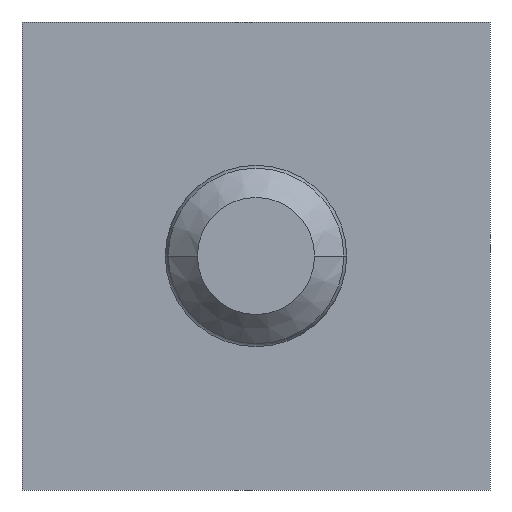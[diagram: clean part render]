
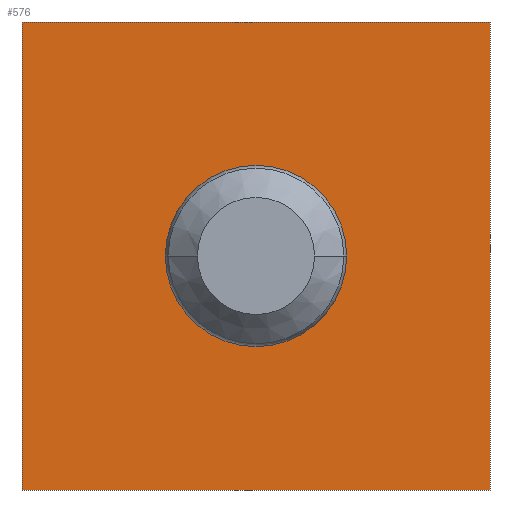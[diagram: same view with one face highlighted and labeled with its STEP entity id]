
A CAD part, front view. The second image highlights one B-rep face of the part: STEP entity #576.
In plain terms, the highlighted planar face has unit normal (0, -1, 0).
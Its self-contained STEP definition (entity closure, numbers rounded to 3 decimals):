
#131=DIRECTION('',(-1.,0.,0.));
#132=VECTOR('',#131,8.);
#133=CARTESIAN_POINT('',(4.,15.6,4.));
#134=LINE('',#133,#132);
#135=DIRECTION('',(0.,0.,1.));
#136=VECTOR('',#135,8.);
#137=CARTESIAN_POINT('',(4.,15.6,-4.));
#138=LINE('',#137,#136);
#139=DIRECTION('',(1.,0.,0.));
#140=VECTOR('',#139,8.);
#141=CARTESIAN_POINT('',(-4.,15.6,-4.));
#142=LINE('',#141,#140);
#143=DIRECTION('',(0.,0.,-1.));
#144=VECTOR('',#143,8.);
#145=CARTESIAN_POINT('',(-4.,15.6,4.));
#146=LINE('',#145,#144);
#147=CARTESIAN_POINT('',(0.,15.6,0.));
#148=DIRECTION('',(0.,-1.,0.));
#149=DIRECTION('',(1.,0.,0.));
#150=AXIS2_PLACEMENT_3D('',#147,#148,#149);
#152=CARTESIAN_POINT('',(0.,15.6,0.));
#153=DIRECTION('',(0.,1.,0.));
#154=DIRECTION('',(1.,0.,0.));
#155=AXIS2_PLACEMENT_3D('',#152,#153,#154);
#272=CARTESIAN_POINT('',(1.5,15.6,0.));
#274=VERTEX_POINT('',#272);
#280=CARTESIAN_POINT('',(-1.5,15.6,0.));
#282=VERTEX_POINT('',#280);
#321=CARTESIAN_POINT('',(4.,15.6,4.));
#322=CARTESIAN_POINT('',(-4.,15.6,4.));
#323=VERTEX_POINT('',#321);
#324=VERTEX_POINT('',#322);
#325=CARTESIAN_POINT('',(-4.,15.6,-4.));
#326=VERTEX_POINT('',#325);
#327=CARTESIAN_POINT('',(4.,15.6,-4.));
#328=VERTEX_POINT('',#327);
#557=CARTESIAN_POINT('',(0.,15.6,0.));
#558=DIRECTION('',(0.,-1.,0.));
#559=DIRECTION('',(-1.,0.,0.));
#560=AXIS2_PLACEMENT_3D('',#557,#558,#559);
#561=PLANE('',#560);
#563=ORIENTED_EDGE('',*,*,#562,.F.);
#565=ORIENTED_EDGE('',*,*,#564,.F.);
#567=ORIENTED_EDGE('',*,*,#566,.F.);
#569=ORIENTED_EDGE('',*,*,#568,.F.);
#570=EDGE_LOOP('',(#563,#565,#567,#569));
#571=FACE_OUTER_BOUND('',#570,.F.);
#572=ORIENTED_EDGE('',*,*,#552,.T.);
#573=ORIENTED_EDGE('',*,*,#536,.F.);
#574=EDGE_LOOP('',(#572,#573));
#575=FACE_BOUND('',#574,.F.);
#576=ADVANCED_FACE('',(#571,#575),#561,.T.);
#151=CIRCLE('',#150,1.5);
#156=CIRCLE('',#155,1.5);
#536=EDGE_CURVE('',#274,#282,#156,.T.);
#552=EDGE_CURVE('',#274,#282,#151,.T.);
#562=EDGE_CURVE('',#323,#324,#134,.T.);
#564=EDGE_CURVE('',#328,#323,#138,.T.);
#566=EDGE_CURVE('',#326,#328,#142,.T.);
#568=EDGE_CURVE('',#324,#326,#146,.T.);
